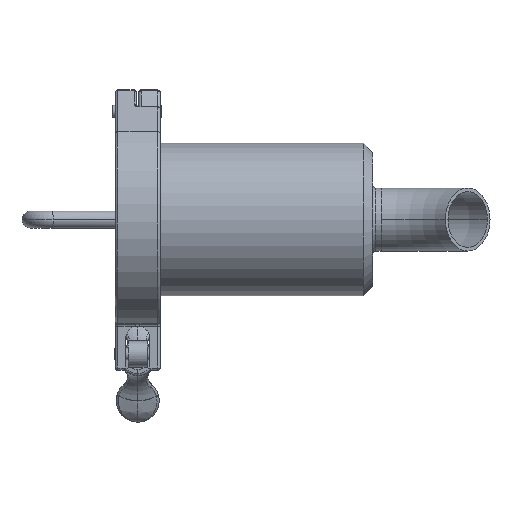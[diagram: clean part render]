
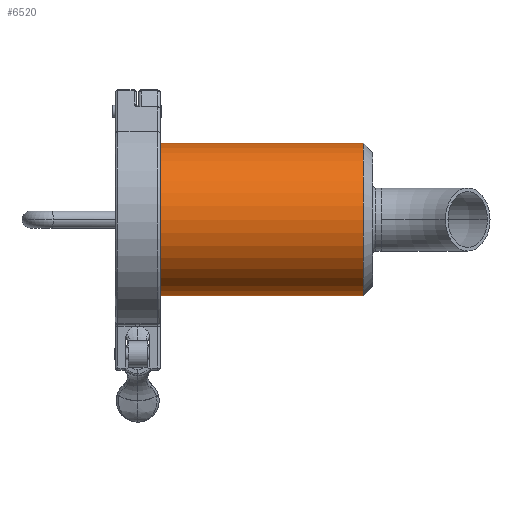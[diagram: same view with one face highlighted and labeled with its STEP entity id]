
A CAD part, front view. The second image highlights one B-rep face of the part: STEP entity #6520.
In plain terms, the highlighted cylindrical face has radius 31.5 mm (diameter 63 mm), a partial arc.
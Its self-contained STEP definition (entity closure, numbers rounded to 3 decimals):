
#830 = DIRECTION ( 'NONE',  ( -1., 0., 0. ) ) ;
#1227 = ORIENTED_EDGE ( 'NONE', *, *, #7505, .F. ) ;
#2050 = LINE ( 'NONE', #7243, #14488 ) ;
#2297 = CARTESIAN_POINT ( 'NONE',  ( -7.34, 0., -31.5 ) ) ;
#2719 = EDGE_CURVE ( 'NONE', #16638, #5585, #10190, .T. ) ;
#3098 = ORIENTED_EDGE ( 'NONE', *, *, #9849, .T. ) ;
#3840 = CYLINDRICAL_SURFACE ( 'NONE', #5200, 31.5 ) ;
#4099 = CARTESIAN_POINT ( 'NONE',  ( -139.192, 0., 0. ) ) ;
#5200 = AXIS2_PLACEMENT_3D ( 'NONE', #4099, #5217, #10475 ) ;
#5217 = DIRECTION ( 'NONE',  ( -1., 0., 0. ) ) ;
#5585 = VERTEX_POINT ( 'NONE', #16436 ) ;
#6520 = ADVANCED_FACE ( 'NONE', ( #7925 ), #3840, .T. ) ;
#6922 = EDGE_CURVE ( 'NONE', #16638, #13381, #15711, .T. ) ;
#7243 = CARTESIAN_POINT ( 'NONE',  ( -139.192, 0., 31.5 ) ) ;
#7505 = EDGE_CURVE ( 'NONE', #5585, #12928, #13104, .T. ) ;
#7519 = VECTOR ( 'NONE', #8999, 1000. ) ;
#7651 = CARTESIAN_POINT ( 'NONE',  ( -139.192, 0., -31.5 ) ) ;
#7925 = FACE_OUTER_BOUND ( 'NONE', #13822, .T. ) ;
#8449 = AXIS2_PLACEMENT_3D ( 'NONE', #12961, #11781, #11939 ) ;
#8702 = DIRECTION ( 'NONE',  ( 0., 0., 1. ) ) ;
#8962 = ORIENTED_EDGE ( 'NONE', *, *, #2719, .F. ) ;
#8999 = DIRECTION ( 'NONE',  ( -1., 0., 0. ) ) ;
#9821 = CARTESIAN_POINT ( 'NONE',  ( -90.995, 0., 0. ) ) ;
#9849 = EDGE_CURVE ( 'NONE', #13381, #12928, #2050, .T. ) ;
#9910 = DIRECTION ( 'NONE',  ( -1., 0., 0. ) ) ;
#10190 = LINE ( 'NONE', #7651, #7519 ) ;
#10475 = DIRECTION ( 'NONE',  ( 0., 0., 1. ) ) ;
#10746 = ORIENTED_EDGE ( 'NONE', *, *, #6922, .T. ) ;
#11781 = DIRECTION ( 'NONE',  ( -1., 0., 0. ) ) ;
#11939 = DIRECTION ( 'NONE',  ( 0., 0., 1. ) ) ;
#12053 = CARTESIAN_POINT ( 'NONE',  ( -90.995, 0., 31.5 ) ) ;
#12928 = VERTEX_POINT ( 'NONE', #12053 ) ;
#12961 = CARTESIAN_POINT ( 'NONE',  ( -7.34, 0., 0. ) ) ;
#13104 = CIRCLE ( 'NONE', #15508, 31.5 ) ;
#13381 = VERTEX_POINT ( 'NONE', #16597 ) ;
#13822 = EDGE_LOOP ( 'NONE', ( #8962, #10746, #3098, #1227 ) ) ;
#14488 = VECTOR ( 'NONE', #830, 1000. ) ;
#15508 = AXIS2_PLACEMENT_3D ( 'NONE', #9821, #9910, #8702 ) ;
#15711 = CIRCLE ( 'NONE', #8449, 31.5 ) ;
#16436 = CARTESIAN_POINT ( 'NONE',  ( -90.995, 0., -31.5 ) ) ;
#16597 = CARTESIAN_POINT ( 'NONE',  ( -7.34, 0., 31.5 ) ) ;
#16638 = VERTEX_POINT ( 'NONE', #2297 ) ;
